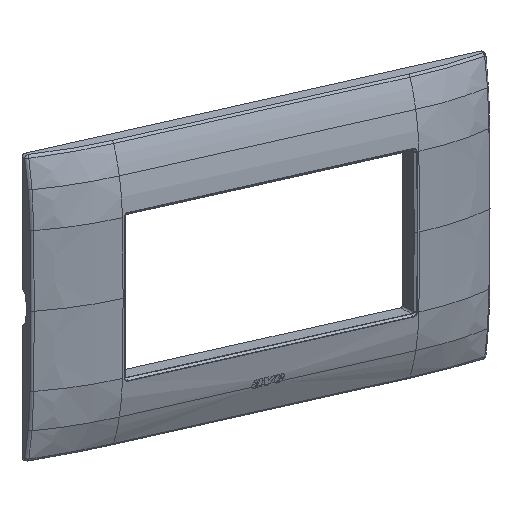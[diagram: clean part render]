
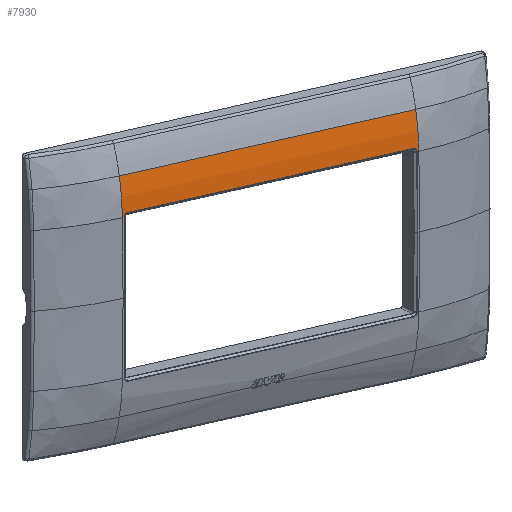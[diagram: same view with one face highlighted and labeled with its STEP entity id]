
A CAD part, top view. The second image highlights one B-rep face of the part: STEP entity #7930.
In plain terms, the highlighted cylindrical face has radius 53.744 mm (diameter 107.489 mm), a partial arc.
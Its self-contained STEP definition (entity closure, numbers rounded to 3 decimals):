
#548=CARTESIAN_POINT('Vertex',(46.697,-22.5,6.)) ;
#554=CARTESIAN_POINT('Control Point',(46.697,-33.75,4.5)) ;
#555=CARTESIAN_POINT('Control Point',(46.697,-30.067,5.395)) ;
#556=CARTESIAN_POINT('Control Point',(46.697,-26.289,5.899)) ;
#557=CARTESIAN_POINT('Control Point',(46.697,-22.5,6.)) ;
#558=CARTESIAN_POINT('Vertex',(46.697,-33.75,4.5)) ;
#1181=CARTESIAN_POINT('Vertex',(-46.697,-33.75,4.5)) ;
#1185=CARTESIAN_POINT('Control Point',(-46.697,-33.75,4.5)) ;
#1186=CARTESIAN_POINT('Control Point',(-46.697,-30.067,5.395)) ;
#1187=CARTESIAN_POINT('Control Point',(-46.697,-26.289,5.899)) ;
#1188=CARTESIAN_POINT('Control Point',(-46.697,-22.5,6.)) ;
#1189=CARTESIAN_POINT('Vertex',(-46.697,-22.5,6.)) ;
#1613=CARTESIAN_POINT('Line Origine',(23.348,-33.75,4.5)) ;
#7843=CARTESIAN_POINT('Axis2P3D Location',(23.348,-21.062,-47.725)) ;
#7848=CARTESIAN_POINT('Line Origine',(0.281,-22.5,6.)) ;
#7852=CARTESIAN_POINT('Vertex',(-46.169,-22.5,6.)) ;
#7855=CARTESIAN_POINT('Line Origine',(0.281,-22.5,6.)) ;
#7859=CARTESIAN_POINT('Vertex',(46.169,-22.5,6.)) ;
#7863=CARTESIAN_POINT('Control Point',(46.167,-22.512,6.)) ;
#7864=CARTESIAN_POINT('Control Point',(46.168,-22.508,6.)) ;
#7865=CARTESIAN_POINT('Control Point',(46.168,-22.504,6.)) ;
#7866=CARTESIAN_POINT('Control Point',(46.169,-22.5,6.)) ;
#7867=CARTESIAN_POINT('Vertex',(46.167,-22.512,6.)) ;
#7871=CARTESIAN_POINT('Control Point',(46.167,-22.512,6.)) ;
#7872=CARTESIAN_POINT('Control Point',(46.16,-22.564,5.998)) ;
#7873=CARTESIAN_POINT('Control Point',(46.149,-22.617,5.997)) ;
#7874=CARTESIAN_POINT('Control Point',(46.137,-22.667,5.995)) ;
#7875=CARTESIAN_POINT('Control Point',(46.111,-22.748,5.993)) ;
#7876=CARTESIAN_POINT('Control Point',(46.079,-22.826,5.99)) ;
#7877=CARTESIAN_POINT('Control Point',(46.066,-22.856,5.989)) ;
#7878=CARTESIAN_POINT('Control Point',(46.009,-22.972,5.985)) ;
#7879=CARTESIAN_POINT('Control Point',(45.938,-23.081,5.981)) ;
#7880=CARTESIAN_POINT('Control Point',(45.877,-23.157,5.979)) ;
#7881=CARTESIAN_POINT('Control Point',(45.742,-23.295,5.973)) ;
#7882=CARTESIAN_POINT('Control Point',(45.584,-23.406,5.968)) ;
#7883=CARTESIAN_POINT('Control Point',(45.501,-23.454,5.966)) ;
#7884=CARTESIAN_POINT('Control Point',(45.384,-23.508,5.964)) ;
#7885=CARTESIAN_POINT('Control Point',(45.263,-23.547,5.962)) ;
#7886=CARTESIAN_POINT('Control Point',(45.232,-23.555,5.961)) ;
#7887=CARTESIAN_POINT('Control Point',(45.141,-23.579,5.96)) ;
#7888=CARTESIAN_POINT('Control Point',(45.048,-23.594,5.96)) ;
#7889=CARTESIAN_POINT('Control Point',(44.987,-23.6,5.959)) ;
#7890=CARTESIAN_POINT('Control Point',(44.924,-23.602,5.959)) ;
#7891=CARTESIAN_POINT('Control Point',(44.863,-23.602,5.959)) ;
#7892=CARTESIAN_POINT('Vertex',(44.863,-23.602,5.959)) ;
#7895=CARTESIAN_POINT('Line Origine',(0.281,-23.602,5.959)) ;
#7899=CARTESIAN_POINT('Vertex',(-44.863,-23.602,5.959)) ;
#7903=CARTESIAN_POINT('Control Point',(-44.863,-23.602,5.959)) ;
#7904=CARTESIAN_POINT('Control Point',(-45.227,-23.602,5.959)) ;
#7905=CARTESIAN_POINT('Control Point',(-45.608,-23.491,5.964)) ;
#7906=CARTESIAN_POINT('Control Point',(-45.918,-23.229,5.977)) ;
#7907=CARTESIAN_POINT('Control Point',(-46.114,-22.882,5.99)) ;
#7908=CARTESIAN_POINT('Control Point',(-46.167,-22.512,6.)) ;
#7909=CARTESIAN_POINT('Vertex',(-46.167,-22.512,6.)) ;
#7913=CARTESIAN_POINT('Control Point',(-46.167,-22.512,6.)) ;
#7914=CARTESIAN_POINT('Control Point',(-46.168,-22.508,6.)) ;
#7915=CARTESIAN_POINT('Control Point',(-46.168,-22.504,6.)) ;
#7916=CARTESIAN_POINT('Control Point',(-46.169,-22.5,6.)) ;
#1614=DIRECTION('Vector Direction',(-1.,0.,0.)) ;
#7844=DIRECTION('Axis2P3D Direction',(-1.,0.,0.)) ;
#7845=DIRECTION('Axis2P3D XDirection',(0.,-0.236,0.972)) ;
#7849=DIRECTION('Vector Direction',(-1.,0.,0.)) ;
#7856=DIRECTION('Vector Direction',(-1.,0.,0.)) ;
#7896=DIRECTION('Vector Direction',(-1.,0.,0.)) ;
#7846=AXIS2_PLACEMENT_3D('Cylinder Axis2P3D',#7843,#7844,#7845) ;
#7919=ORIENTED_EDGE('',*,*,#7854,.T.) ;
#7920=ORIENTED_EDGE('',*,*,#1191,.F.) ;
#7921=ORIENTED_EDGE('',*,*,#1617,.F.) ;
#7922=ORIENTED_EDGE('',*,*,#560,.T.) ;
#7923=ORIENTED_EDGE('',*,*,#7861,.T.) ;
#7924=ORIENTED_EDGE('',*,*,#7869,.F.) ;
#7925=ORIENTED_EDGE('',*,*,#7894,.F.) ;
#7926=ORIENTED_EDGE('',*,*,#7901,.F.) ;
#7927=ORIENTED_EDGE('',*,*,#7911,.F.) ;
#7928=ORIENTED_EDGE('',*,*,#7917,.F.) ;
#1615=VECTOR('Line Direction',#1614,1.) ;
#7850=VECTOR('Line Direction',#7849,1.) ;
#7857=VECTOR('Line Direction',#7856,1.) ;
#7897=VECTOR('Line Direction',#7896,1.) ;
#7930=ADVANCED_FACE('PLACCA',(#7929),#7847,.T.) ;
#553=B_SPLINE_CURVE_WITH_KNOTS('',3,(#554,#555,#556,#557),.UNSPECIFIED.,.F.,.U.,(4,4),(71.539,82.91),.UNSPECIFIED.) ;
#1184=B_SPLINE_CURVE_WITH_KNOTS('',3,(#1185,#1186,#1187,#1188),.UNSPECIFIED.,.F.,.U.,(4,4),(71.539,82.91),.UNSPECIFIED.) ;
#7862=B_SPLINE_CURVE_WITH_KNOTS('',3,(#7863,#7864,#7865,#7866),.UNSPECIFIED.,.F.,.U.,(4,4),(0.,0.017),.UNSPECIFIED.) ;
#7870=B_SPLINE_CURVE_WITH_KNOTS('',5,(#7871,#7872,#7873,#7874,#7875,#7876,#7877,#7878,#7879,#7880,#7881,#7882,#7883,#7884,#7885,#7886,#7887,#7888,#7889,#7890,#7891),.UNSPECIFIED.,.F.,.U.,(6,3,3,3,3,3,6),(0.941,1.314,1.543,2.231,2.915,3.143,3.587),.UNSPECIFIED.) ;
#7902=B_SPLINE_CURVE_WITH_KNOTS('',5,(#7903,#7904,#7905,#7906,#7907,#7908),.UNSPECIFIED.,.F.,.U.,(6,6),(0.736,3.38),.UNSPECIFIED.) ;
#7912=B_SPLINE_CURVE_WITH_KNOTS('',3,(#7913,#7914,#7915,#7916),.UNSPECIFIED.,.F.,.U.,(4,4),(0.273,0.29),.UNSPECIFIED.) ;
#7847=CYLINDRICAL_SURFACE('generated cylinder',#7846,53.744) ;
#560=EDGE_CURVE('',#559,#549,#553,.T.) ;
#1191=EDGE_CURVE('',#1182,#1190,#1184,.T.) ;
#1617=EDGE_CURVE('',#559,#1182,#1616,.T.) ;
#7854=EDGE_CURVE('',#7853,#1190,#7851,.T.) ;
#7861=EDGE_CURVE('',#549,#7860,#7858,.T.) ;
#7869=EDGE_CURVE('',#7868,#7860,#7862,.T.) ;
#7894=EDGE_CURVE('',#7893,#7868,#7870,.F.) ;
#7901=EDGE_CURVE('',#7900,#7893,#7898,.F.) ;
#7911=EDGE_CURVE('',#7910,#7900,#7902,.F.) ;
#7917=EDGE_CURVE('',#7853,#7910,#7912,.F.) ;
#7918=EDGE_LOOP('',(#7919,#7920,#7921,#7922,#7923,#7924,#7925,#7926,#7927,#7928)) ;
#7929=FACE_OUTER_BOUND('',#7918,.T.) ;
#1616=LINE('Line',#1613,#1615) ;
#7851=LINE('Line',#7848,#7850) ;
#7858=LINE('Line',#7855,#7857) ;
#7898=LINE('Line',#7895,#7897) ;
#549=VERTEX_POINT('',#548) ;
#559=VERTEX_POINT('',#558) ;
#1182=VERTEX_POINT('',#1181) ;
#1190=VERTEX_POINT('',#1189) ;
#7853=VERTEX_POINT('',#7852) ;
#7860=VERTEX_POINT('',#7859) ;
#7868=VERTEX_POINT('',#7867) ;
#7893=VERTEX_POINT('',#7892) ;
#7900=VERTEX_POINT('',#7899) ;
#7910=VERTEX_POINT('',#7909) ;
